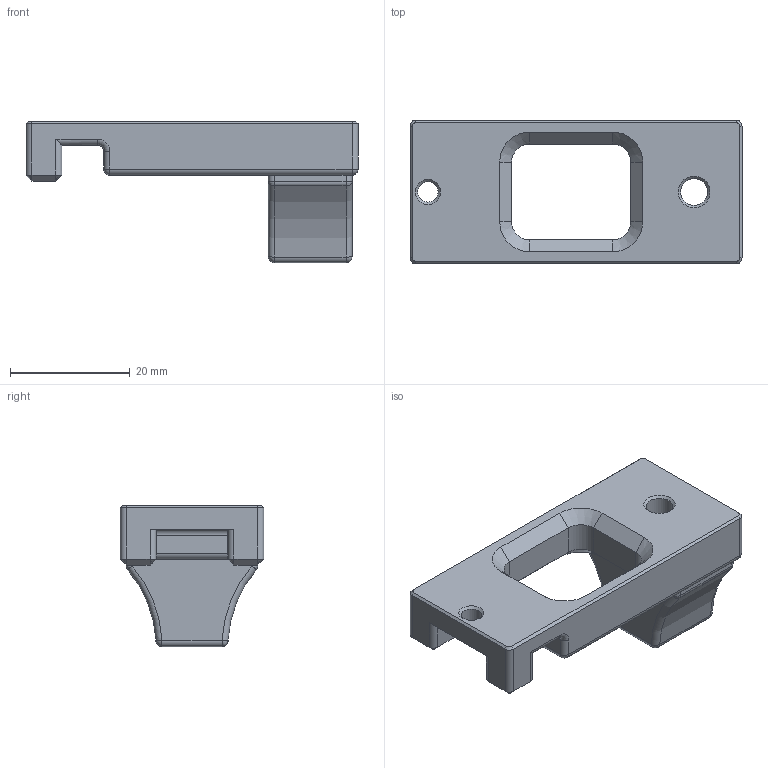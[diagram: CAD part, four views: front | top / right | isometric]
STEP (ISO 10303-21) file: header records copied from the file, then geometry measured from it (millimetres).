
FILE_DESCRIPTION(/* description */ (''),/* implementation_level */ '2;1');
FILE_NAME(/* name */ 'Bowden Guide vertical.step',/* time_stamp */ '2021-11-16T20:51:21+01:00',/* author */ (''),/* organization */ (''),/* preprocessor_version */ 'ST-DEVELOPER v18.1',/* originating_system */ 'Autodesk Translation Framework v10.10.0.1391',/* authorisation */ '');
FILE_SCHEMA (('AUTOMOTIVE_DESIGN { 1 0 10303 214 3 1 1 }'));
Length unit declared in the file: millimetre
Products named in the file (2): VORON2_v2.4_Assembly_Bowden Tube Holder; M3x8 SHCS
Assembly tree (1 placements, depth 2):
  VORON2_v2.4_Assembly_Bowden Tube Holder
    M3x8 SHCS
Bounding box: 55.5 x 24 x 23.65 mm (x, y, z)
Volume: 10048.3 mm3; surface area: 5083.1 mm2
Topology: 1 solids, 1 shells, 151 faces, 339 edges, 186 vertices
Faces by surface type: plane 71, cylinder 38, cone 24, sphere 12, torus 6
Full cylindrical faces by diameter (mm): 3.4 x1, 4.5 x1, 9.4 x1
Entity records: 4103 total; most frequent: DIRECTION 739, CARTESIAN_POINT 693, ORIENTED_EDGE 662, EDGE_CURVE 331, AXIS2_PLACEMENT_3D 258, LINE 223, VECTOR 223, VERTEX_POINT 186
